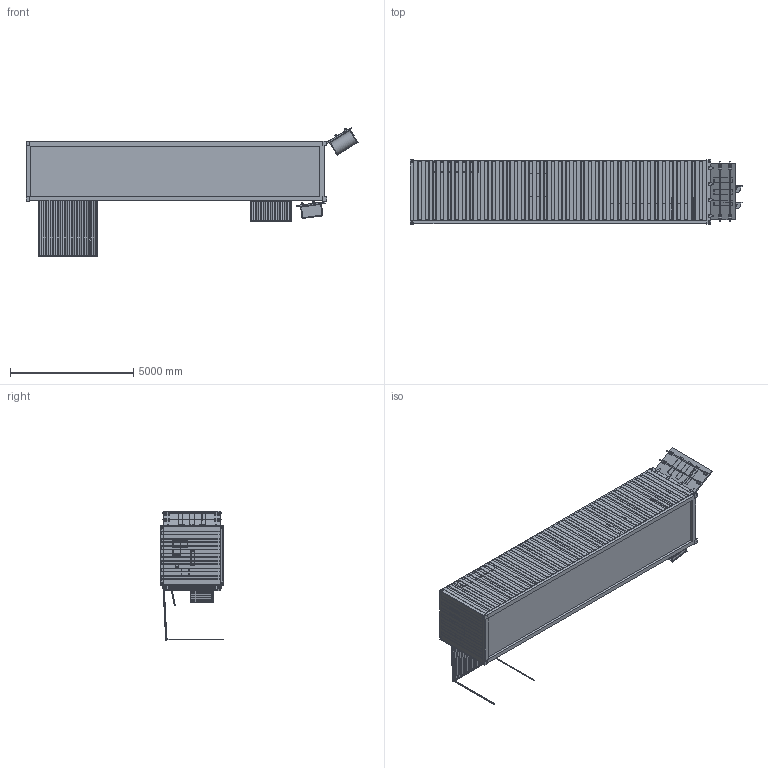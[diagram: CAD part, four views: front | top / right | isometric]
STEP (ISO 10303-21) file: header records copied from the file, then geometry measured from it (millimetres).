
FILE_DESCRIPTION (( 'STEP AP214' ), '1' );
FILE_NAME ('Precious Plastic Container2.STEP', '2017-10-13T09:49:05', ( '' ), ( '' ), 'SwSTEP 2.0', 'SolidWorks 2016', '' );
FILE_SCHEMA (( 'AUTOMOTIVE_DESIGN' ));
Length unit declared in the file: millimetre
Products named in the file (91): tube 30x30x2mm 2060; bigbagholder; strip 20x3mm 400 side; container_40__dry_1_1_03; wood 280x580; container_40__dry_1_1; strip 30x3mm 35; frame table; tube 30x30x2mm 240; bigbag; square rod 10x10mm 280mm; bucket storage; wood left-right-side 936x360; wood 280x280; wood 300x1160x18mm; square rod 10x10mm 590mm; tube 30x30x2mm 540; strip 20x3mm 1000 side; tube 30x30x2mm 1160; poster; tube 30x30x2 35mm feet; tube 50x50x4mm 2380mm; wood basket; tube 30x30x2mm 1970; wood backside 1880x377; tube 30x30x2mm 2300mm; frame washing; tube 30x30x2 900mm leg; tube 30x30x2mm 318; frame cabin boxes; 300x300 cube; wood 540x1440mm; tube 30x30x2mm 580; tube 30x30x2mm 990; tube 30x30x2 540mm ; toolboard; tube 30x30x2mm 1100; tube 30x30x2mm 520; pinboard; tube 30x30x2 600mm  ...
Assembly tree (283 placements, depth 4):
  Precious Plastic Container2
    container_40__dry_1_1
      container_40__dry_1_1_01
      container_40__dry_1_1_02
      container_40__dry_1_1_03
      strip 50x3mm 1700mm  x2
      strip 50x3mm 894mm  x2
      tube 30x30x2mm 1650mm  x2
      tube 30x30x2mm 850mm  x2
      small window
      tube 50x50x4mm 2390mm  x2
      tube 50x50x4mm 2370mm  x2
      tube 50x50x4mm 2380mm  x2
      25mm axile 120mm  x2
      big window
      big window joint  x2
      tube 30x30x2mm 2300mm  x2
    bucket storage
      frame bucket storage
        tube 30x30x2 35mm feet  x4
        tube 30x30x2mm 1970  x4
        tube 30x30x2mm 240  x10
        tube 30x30x2mm 1100  x2
        tube 30x30x2mm 300  x2
        tube 30x30x2mm 1160  x2
      wood 300x1160x18mm cutoutcorners  x5
      wood 300x1160x18mm
    frame cabin boxes
      angle 20x20x3mm 600  x14
      tube 30x30x2 35mm feet  x4
      tube 30x30x2mm 2060  x4
      tube 30x30x2mm 520  x2
      tube 30x30x2mm 540  x2
      tube 30x30x2mm 580  x2
      tube 30x30x2mm 600  x2
      crate 600x400x240  x4
    bigbagholder  x5
      strip 30x3mm 250
      strip 30x3mm 35
      tube 30x30x2mm 225
      tube 30x30x2mm 850
    Table
      frame table
        strip 30x3 80mm wood holder  x4
        tube 30x30x2 35mm feet  x4
        tube 30x30x2 900mm leg  x4
        tube 30x30x2 540mm   x2
        tube 30x30x2 600mm   x2
        tube 30x30x2 1500mm   x2
        tube 30x30x2 1440mm 
      wood 540x1440mm
    frame washing  x2
      tube 30x30x2mm 990
      tube 30x30x2mm 318
      tube 30x30x2mm 300 wash
      tube 30x30x2mm 610
      strip 30x3mm 70
    ventilation
      frame ventilation
        strip 20x3mm 1000 side  x2
Bounding box: 13461.02 x 2591 x 5231.67 mm (x, y, z)
Volume: 4807967618.3 mm3; surface area: 350664750.6 mm2
Topology: 298 solids, 298 shells, 4765 faces, 11984 edges, 7964 vertices
Faces by surface type: plane 3484, cylinder 1237, bspline 36, torus 4, sphere 4
Entity records: 221307 total; most frequent: CARTESIAN_POINT 157721, ORIENTED_EDGE 11998, DIRECTION 11587, EDGE_CURVE 5999, LINE 4955, VECTOR 4955, VERTEX_POINT 3984, AXIS2_PLACEMENT_3D 3316
